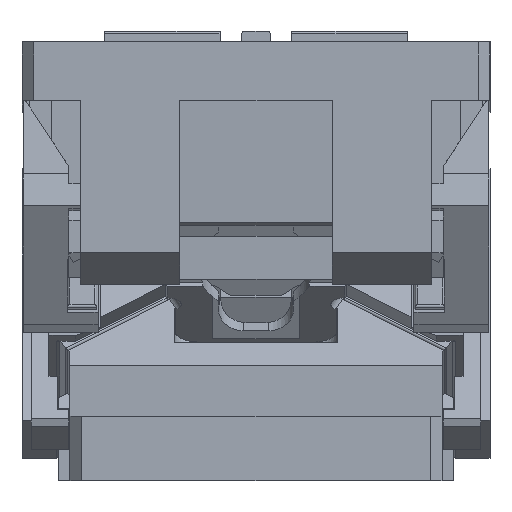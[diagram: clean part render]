
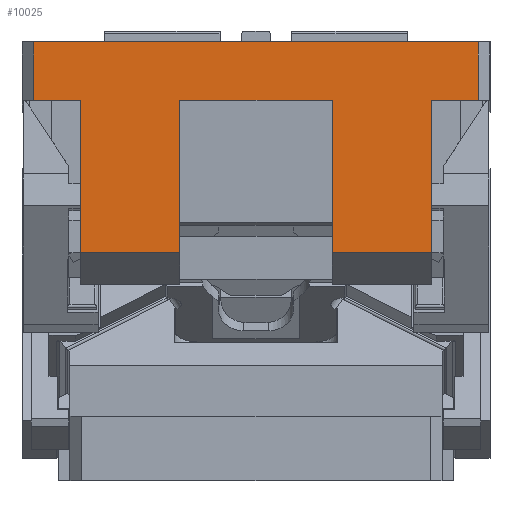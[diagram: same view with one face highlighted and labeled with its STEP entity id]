
A CAD part, left-side view. The second image highlights one B-rep face of the part: STEP entity #10025.
In plain terms, the highlighted planar face has unit normal (-1, 0, 0).
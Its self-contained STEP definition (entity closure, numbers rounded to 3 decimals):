
#2847=CARTESIAN_POINT('Vertex',(-390.,190.,215.)) ;
#2861=CARTESIAN_POINT('Vertex',(-390.,190.,165.)) ;
#2864=CARTESIAN_POINT('Line Origine',(-390.,190.,190.)) ;
#2895=CARTESIAN_POINT('Line Origine',(-390.,0.,215.)) ;
#2899=CARTESIAN_POINT('Vertex',(-390.,-190.,215.)) ;
#3229=CARTESIAN_POINT('Line Origine',(-390.,-190.,190.)) ;
#3233=CARTESIAN_POINT('Vertex',(-390.,-190.,165.)) ;
#8603=CARTESIAN_POINT('Vertex',(-390.,-150.,165.)) ;
#8606=CARTESIAN_POINT('Line Origine',(-390.,-150.,99.939)) ;
#8610=CARTESIAN_POINT('Vertex',(-390.,-150.,34.877)) ;
#8653=CARTESIAN_POINT('Line Origine',(-390.,-170.,165.)) ;
#8678=CARTESIAN_POINT('Vertex',(-390.,150.,165.)) ;
#8681=CARTESIAN_POINT('Line Origine',(-390.,170.,165.)) ;
#9755=CARTESIAN_POINT('Vertex',(-390.,150.,34.877)) ;
#9758=CARTESIAN_POINT('Line Origine',(-390.,150.,99.939)) ;
#9956=CARTESIAN_POINT('Vertex',(-390.,-65.,165.)) ;
#9959=CARTESIAN_POINT('Line Origine',(-390.,0.,165.)) ;
#9963=CARTESIAN_POINT('Vertex',(-390.,65.,165.)) ;
#9982=CARTESIAN_POINT('Axis2P3D Location',(-390.,-200.,165.)) ;
#9987=CARTESIAN_POINT('Line Origine',(-390.,65.,99.939)) ;
#9991=CARTESIAN_POINT('Vertex',(-390.,65.,34.877)) ;
#9994=CARTESIAN_POINT('Line Origine',(-390.,-65.,99.939)) ;
#9998=CARTESIAN_POINT('Vertex',(-390.,-65.,34.877)) ;
#10001=CARTESIAN_POINT('Line Origine',(-390.,-107.5,34.877)) ;
#10006=CARTESIAN_POINT('Line Origine',(-390.,107.5,34.877)) ;
#2865=DIRECTION('Vector Direction',(0.,0.,-1.)) ;
#2896=DIRECTION('Vector Direction',(0.,1.,0.)) ;
#3230=DIRECTION('Vector Direction',(0.,0.,1.)) ;
#8607=DIRECTION('Vector Direction',(0.,0.,-1.)) ;
#8654=DIRECTION('Vector Direction',(0.,1.,0.)) ;
#8682=DIRECTION('Vector Direction',(0.,1.,0.)) ;
#9759=DIRECTION('Vector Direction',(0.,0.,-1.)) ;
#9960=DIRECTION('Vector Direction',(0.,1.,0.)) ;
#9983=DIRECTION('Axis2P3D Direction',(1.,0.,0.)) ;
#9984=DIRECTION('Axis2P3D XDirection',(0.,1.,0.)) ;
#9988=DIRECTION('Vector Direction',(0.,0.,-1.)) ;
#9995=DIRECTION('Vector Direction',(0.,0.,-1.)) ;
#10002=DIRECTION('Vector Direction',(0.,1.,0.)) ;
#10007=DIRECTION('Vector Direction',(0.,1.,0.)) ;
#9985=AXIS2_PLACEMENT_3D('Plane Axis2P3D',#9982,#9983,#9984) ;
#10012=ORIENTED_EDGE('',*,*,#9993,.F.) ;
#10013=ORIENTED_EDGE('',*,*,#9965,.F.) ;
#10014=ORIENTED_EDGE('',*,*,#10000,.T.) ;
#10015=ORIENTED_EDGE('',*,*,#10005,.T.) ;
#10016=ORIENTED_EDGE('',*,*,#8612,.F.) ;
#10017=ORIENTED_EDGE('',*,*,#8657,.F.) ;
#10018=ORIENTED_EDGE('',*,*,#3235,.T.) ;
#10019=ORIENTED_EDGE('',*,*,#2901,.T.) ;
#10020=ORIENTED_EDGE('',*,*,#2868,.T.) ;
#10021=ORIENTED_EDGE('',*,*,#8685,.F.) ;
#10022=ORIENTED_EDGE('',*,*,#9762,.T.) ;
#10023=ORIENTED_EDGE('',*,*,#10010,.T.) ;
#2866=VECTOR('Line Direction',#2865,1.) ;
#2897=VECTOR('Line Direction',#2896,1.) ;
#3231=VECTOR('Line Direction',#3230,1.) ;
#8608=VECTOR('Line Direction',#8607,1.) ;
#8655=VECTOR('Line Direction',#8654,1.) ;
#8683=VECTOR('Line Direction',#8682,1.) ;
#9760=VECTOR('Line Direction',#9759,1.) ;
#9961=VECTOR('Line Direction',#9960,1.) ;
#9989=VECTOR('Line Direction',#9988,1.) ;
#9996=VECTOR('Line Direction',#9995,1.) ;
#10003=VECTOR('Line Direction',#10002,1.) ;
#10008=VECTOR('Line Direction',#10007,1.) ;
#10025=ADVANCED_FACE('CAM HOLDER',(#10024),#9986,.F.) ;
#2868=EDGE_CURVE('',#2848,#2862,#2867,.T.) ;
#2901=EDGE_CURVE('',#2900,#2848,#2898,.T.) ;
#3235=EDGE_CURVE('',#3234,#2900,#3232,.T.) ;
#8612=EDGE_CURVE('',#8604,#8611,#8609,.T.) ;
#8657=EDGE_CURVE('',#3234,#8604,#8656,.T.) ;
#8685=EDGE_CURVE('',#8679,#2862,#8684,.T.) ;
#9762=EDGE_CURVE('',#8679,#9756,#9761,.T.) ;
#9965=EDGE_CURVE('',#9957,#9964,#9962,.T.) ;
#9993=EDGE_CURVE('',#9964,#9992,#9990,.T.) ;
#10000=EDGE_CURVE('',#9957,#9999,#9997,.T.) ;
#10005=EDGE_CURVE('',#9999,#8611,#10004,.F.) ;
#10010=EDGE_CURVE('',#9756,#9992,#10009,.F.) ;
#10011=EDGE_LOOP('',(#10012,#10013,#10014,#10015,#10016,#10017,#10018,#10019,#10020,#10021,#10022,#10023)) ;
#10024=FACE_OUTER_BOUND('',#10011,.T.) ;
#2867=LINE('Line',#2864,#2866) ;
#2898=LINE('Line',#2895,#2897) ;
#3232=LINE('Line',#3229,#3231) ;
#8609=LINE('Line',#8606,#8608) ;
#8656=LINE('Line',#8653,#8655) ;
#8684=LINE('Line',#8681,#8683) ;
#9761=LINE('Line',#9758,#9760) ;
#9962=LINE('Line',#9959,#9961) ;
#9990=LINE('Line',#9987,#9989) ;
#9997=LINE('Line',#9994,#9996) ;
#10004=LINE('Line',#10001,#10003) ;
#10009=LINE('Line',#10006,#10008) ;
#9986=PLANE('Plane',#9985) ;
#2848=VERTEX_POINT('',#2847) ;
#2862=VERTEX_POINT('',#2861) ;
#2900=VERTEX_POINT('',#2899) ;
#3234=VERTEX_POINT('',#3233) ;
#8604=VERTEX_POINT('',#8603) ;
#8611=VERTEX_POINT('',#8610) ;
#8679=VERTEX_POINT('',#8678) ;
#9756=VERTEX_POINT('',#9755) ;
#9957=VERTEX_POINT('',#9956) ;
#9964=VERTEX_POINT('',#9963) ;
#9992=VERTEX_POINT('',#9991) ;
#9999=VERTEX_POINT('',#9998) ;
